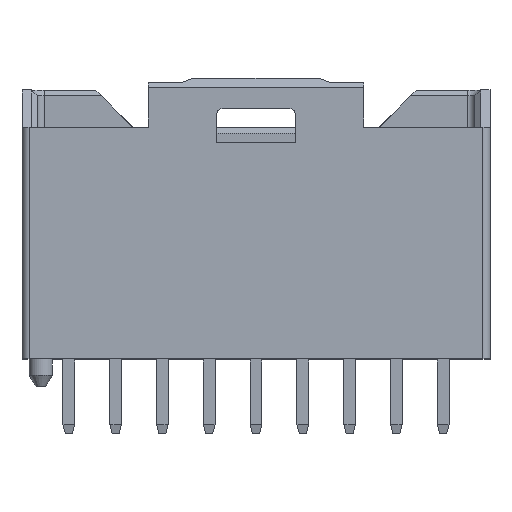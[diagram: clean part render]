
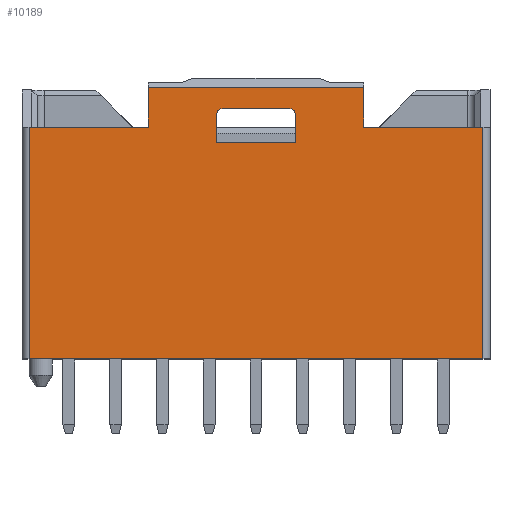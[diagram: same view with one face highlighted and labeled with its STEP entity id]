
A CAD part, top view. The second image highlights one B-rep face of the part: STEP entity #10189.
In plain terms, the highlighted planar face has unit normal (0, 0, 1).
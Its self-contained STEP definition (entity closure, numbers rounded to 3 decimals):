
#3206=DIRECTION('',(0.,-1.,0.));
#3207=VECTOR('',#3206,1.15);
#3208=CARTESIAN_POINT('',(-1.7,2.825,4.4));
#3209=LINE('',#3208,#3207);
#3210=DIRECTION('',(1.,0.,0.));
#3211=VECTOR('',#3210,3.4);
#3212=CARTESIAN_POINT('',(-1.7,1.675,4.4));
#3213=LINE('',#3212,#3211);
#3214=DIRECTION('',(0.,1.,0.));
#3215=VECTOR('',#3214,1.15);
#3216=CARTESIAN_POINT('',(1.7,1.675,4.4));
#3217=LINE('',#3216,#3215);
#3218=CARTESIAN_POINT('',(1.4,2.825,4.4));
#3219=DIRECTION('',(0.,0.,1.));
#3220=DIRECTION('',(1.,0.,0.));
#3221=AXIS2_PLACEMENT_3D('',#3218,#3219,#3220);
#3223=DIRECTION('',(-1.,0.,0.));
#3224=VECTOR('',#3223,2.8);
#3225=CARTESIAN_POINT('',(1.4,3.125,4.4));
#3226=LINE('',#3225,#3224);
#3227=CARTESIAN_POINT('',(-1.4,2.825,4.4));
#3228=DIRECTION('',(0.,0.,1.));
#3229=DIRECTION('',(0.,1.,0.));
#3230=AXIS2_PLACEMENT_3D('',#3227,#3228,#3229);
#3232=DIRECTION('',(0.,1.,0.));
#3233=VECTOR('',#3232,9.9);
#3234=CARTESIAN_POINT('',(9.7,-7.575,4.4));
#3235=LINE('',#3234,#3233);
#3236=DIRECTION('',(-1.,0.,0.));
#3237=VECTOR('',#3236,19.4);
#3238=CARTESIAN_POINT('',(9.7,-7.575,4.4));
#3239=LINE('',#3238,#3237);
#3240=DIRECTION('',(0.,1.,0.));
#3241=VECTOR('',#3240,9.9);
#3242=CARTESIAN_POINT('',(-9.7,-7.575,4.4));
#3243=LINE('',#3242,#3241);
#3244=DIRECTION('',(1.,0.,0.));
#3245=VECTOR('',#3244,5.1);
#3246=CARTESIAN_POINT('',(-9.7,2.325,4.4));
#3247=LINE('',#3246,#3245);
#3248=DIRECTION('',(1.,0.,0.));
#3249=VECTOR('',#3248,9.2);
#3250=CARTESIAN_POINT('',(-4.6,4.025,4.4));
#3251=LINE('',#3250,#3249);
#3252=DIRECTION('',(1.,0.,0.));
#3253=VECTOR('',#3252,5.1);
#3254=CARTESIAN_POINT('',(4.6,2.325,4.4));
#3255=LINE('',#3254,#3253);
#3406=DIRECTION('',(0.,-1.,0.));
#3407=VECTOR('',#3406,1.7);
#3408=CARTESIAN_POINT('',(4.6,4.025,4.4));
#3409=LINE('',#3408,#3407);
#3422=DIRECTION('',(0.,-1.,0.));
#3423=VECTOR('',#3422,1.7);
#3424=CARTESIAN_POINT('',(-4.6,4.025,4.4));
#3425=LINE('',#3424,#3423);
#3939=CARTESIAN_POINT('',(9.7,2.325,4.4));
#3941=VERTEX_POINT('',#3939);
#3945=CARTESIAN_POINT('',(9.7,-7.575,4.4));
#3946=VERTEX_POINT('',#3945);
#3965=CARTESIAN_POINT('',(-9.7,2.325,4.4));
#3966=CARTESIAN_POINT('',(-4.6,2.325,4.4));
#3967=VERTEX_POINT('',#3965);
#3968=VERTEX_POINT('',#3966);
#3969=CARTESIAN_POINT('',(4.6,2.325,4.4));
#3970=VERTEX_POINT('',#3969);
#4119=CARTESIAN_POINT('',(-1.7,2.825,4.4));
#4120=CARTESIAN_POINT('',(-1.7,1.675,4.4));
#4121=VERTEX_POINT('',#4119);
#4122=VERTEX_POINT('',#4120);
#4123=CARTESIAN_POINT('',(1.7,1.675,4.4));
#4124=CARTESIAN_POINT('',(1.7,2.825,4.4));
#4125=VERTEX_POINT('',#4123);
#4126=VERTEX_POINT('',#4124);
#4127=CARTESIAN_POINT('',(1.4,3.125,4.4));
#4128=CARTESIAN_POINT('',(-1.4,3.125,4.4));
#4129=VERTEX_POINT('',#4127);
#4130=VERTEX_POINT('',#4128);
#4297=CARTESIAN_POINT('',(-4.6,4.025,4.4));
#4298=CARTESIAN_POINT('',(4.6,4.025,4.4));
#4299=VERTEX_POINT('',#4297);
#4300=VERTEX_POINT('',#4298);
#4957=CARTESIAN_POINT('',(-9.7,-7.575,4.4));
#4958=VERTEX_POINT('',#4957);
#10156=CARTESIAN_POINT('',(0.,0.,4.4));
#10157=DIRECTION('',(0.,0.,1.));
#10158=DIRECTION('',(1.,0.,0.));
#10159=AXIS2_PLACEMENT_3D('',#10156,#10157,#10158);
#10160=PLANE('',#10159);
#10161=ORIENTED_EDGE('',*,*,#10093,.F.);
#10162=ORIENTED_EDGE('',*,*,#5045,.T.);
#10164=ORIENTED_EDGE('',*,*,#10163,.T.);
#10165=ORIENTED_EDGE('',*,*,#10149,.T.);
#10167=ORIENTED_EDGE('',*,*,#10166,.F.);
#10169=ORIENTED_EDGE('',*,*,#10168,.T.);
#10171=ORIENTED_EDGE('',*,*,#10170,.T.);
#10172=ORIENTED_EDGE('',*,*,#10104,.T.);
#10173=EDGE_LOOP('',(#10161,#10162,#10164,#10165,#10167,#10169,#10171,#10172));
#10174=FACE_OUTER_BOUND('',#10173,.F.);
#10176=ORIENTED_EDGE('',*,*,#10175,.T.);
#10178=ORIENTED_EDGE('',*,*,#10177,.T.);
#10180=ORIENTED_EDGE('',*,*,#10179,.T.);
#10182=ORIENTED_EDGE('',*,*,#10181,.T.);
#10184=ORIENTED_EDGE('',*,*,#10183,.T.);
#10186=ORIENTED_EDGE('',*,*,#10185,.T.);
#10187=EDGE_LOOP('',(#10176,#10178,#10180,#10182,#10184,#10186));
#10188=FACE_BOUND('',#10187,.F.);
#10189=ADVANCED_FACE('',(#10174,#10188),#10160,.T.);
#3222=CIRCLE('',#3221,0.3);
#3231=CIRCLE('',#3230,0.3);
#5045=EDGE_CURVE('',#3946,#4958,#3239,.T.);
#10093=EDGE_CURVE('',#3946,#3941,#3235,.T.);
#10104=EDGE_CURVE('',#3970,#3941,#3255,.T.);
#10149=EDGE_CURVE('',#3967,#3968,#3247,.T.);
#10163=EDGE_CURVE('',#4958,#3967,#3243,.T.);
#10166=EDGE_CURVE('',#4299,#3968,#3425,.T.);
#10168=EDGE_CURVE('',#4299,#4300,#3251,.T.);
#10170=EDGE_CURVE('',#4300,#3970,#3409,.T.);
#10175=EDGE_CURVE('',#4121,#4122,#3209,.T.);
#10177=EDGE_CURVE('',#4122,#4125,#3213,.T.);
#10179=EDGE_CURVE('',#4125,#4126,#3217,.T.);
#10181=EDGE_CURVE('',#4126,#4129,#3222,.T.);
#10183=EDGE_CURVE('',#4129,#4130,#3226,.T.);
#10185=EDGE_CURVE('',#4130,#4121,#3231,.T.);
